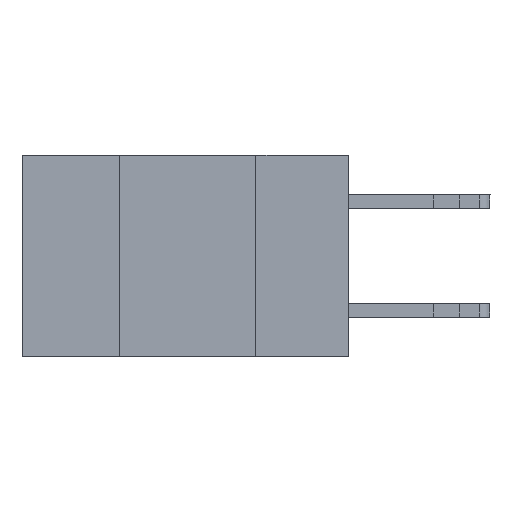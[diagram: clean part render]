
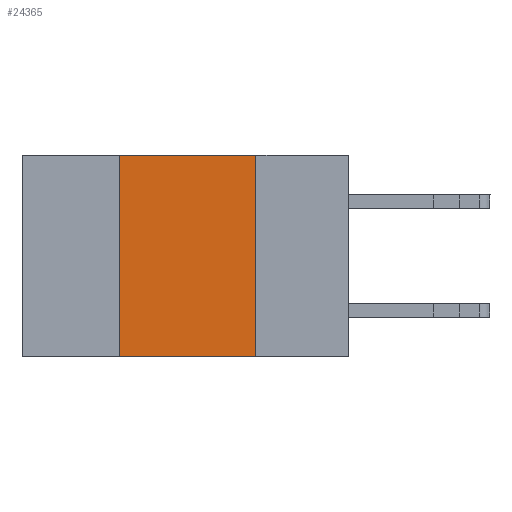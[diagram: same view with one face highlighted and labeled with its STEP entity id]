
A CAD part, left-side view. The second image highlights one B-rep face of the part: STEP entity #24365.
In plain terms, the highlighted planar face has unit normal (-1, 0, 0).
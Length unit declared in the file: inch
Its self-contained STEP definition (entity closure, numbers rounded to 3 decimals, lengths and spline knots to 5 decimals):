
#436 = EDGE_CURVE ( 'NONE', #7149, #16238, #9943, .T. ) ;
#3633 = LINE ( 'NONE', #3761, #13328 ) ;
#3761 = CARTESIAN_POINT ( 'NONE',  ( 0., 0.6, 0. ) ) ;
#3898 = DIRECTION ( 'NONE',  ( 0., 0., -1. ) ) ;
#4000 = CARTESIAN_POINT ( 'NONE',  ( 0., 0.42, 0. ) ) ;
#4088 = DIRECTION ( 'NONE',  ( 0., -1., 0. ) ) ;
#4784 = AXIS2_PLACEMENT_3D ( 'NONE', #21674, #21541, #3898 ) ;
#5976 = ORIENTED_EDGE ( 'NONE', *, *, #13811, .F. ) ;
#6333 = CARTESIAN_POINT ( 'NONE',  ( 0., 0.17, 0. ) ) ;
#7149 = VERTEX_POINT ( 'NONE', #23093 ) ;
#7642 = VECTOR ( 'NONE', #8138, 39.37008 ) ;
#8138 = DIRECTION ( 'NONE',  ( 0., 0., 1. ) ) ;
#8318 = VECTOR ( 'NONE', #4088, 39.37008 ) ;
#9308 = CARTESIAN_POINT ( 'NONE',  ( 0., 0.17, -0.37 ) ) ;
#9943 = LINE ( 'NONE', #4000, #7642 ) ;
#10317 = EDGE_LOOP ( 'NONE', ( #5976, #13821, #20140, #12807 ) ) ;
#11062 = LINE ( 'NONE', #25170, #15748 ) ;
#11071 = CARTESIAN_POINT ( 'NONE',  ( 0., 0.42, 0. ) ) ;
#12631 = EDGE_CURVE ( 'NONE', #16238, #18934, #3633, .T. ) ;
#12807 = ORIENTED_EDGE ( 'NONE', *, *, #16537, .T. ) ;
#13328 = VECTOR ( 'NONE', #21400, 39.37008 ) ;
#13704 = FACE_OUTER_BOUND ( 'NONE', #10317, .T. ) ;
#13811 = EDGE_CURVE ( 'NONE', #18934, #21847, #11062, .T. ) ;
#13821 = ORIENTED_EDGE ( 'NONE', *, *, #12631, .F. ) ;
#15748 = VECTOR ( 'NONE', #22999, 39.37008 ) ;
#16238 = VERTEX_POINT ( 'NONE', #11071 ) ;
#16537 = EDGE_CURVE ( 'NONE', #7149, #21847, #18245, .T. ) ;
#18245 = LINE ( 'NONE', #21727, #8318 ) ;
#18934 = VERTEX_POINT ( 'NONE', #6333 ) ;
#20140 = ORIENTED_EDGE ( 'NONE', *, *, #436, .F. ) ;
#21400 = DIRECTION ( 'NONE',  ( 0., -1., 0. ) ) ;
#21541 = DIRECTION ( 'NONE',  ( 1., 0., 0. ) ) ;
#21674 = CARTESIAN_POINT ( 'NONE',  ( 0., 0.6, 0. ) ) ;
#21727 = CARTESIAN_POINT ( 'NONE',  ( 0., 0.6, -0.37 ) ) ;
#21847 = VERTEX_POINT ( 'NONE', #9308 ) ;
#22999 = DIRECTION ( 'NONE',  ( 0., 0., -1. ) ) ;
#23093 = CARTESIAN_POINT ( 'NONE',  ( 0., 0.42, -0.37 ) ) ;
#24365 = ADVANCED_FACE ( 'NONE', ( #13704 ), #25251, .F. ) ;
#25170 = CARTESIAN_POINT ( 'NONE',  ( 0., 0.17, 0. ) ) ;
#25251 = PLANE ( 'NONE',  #4784 ) ;
